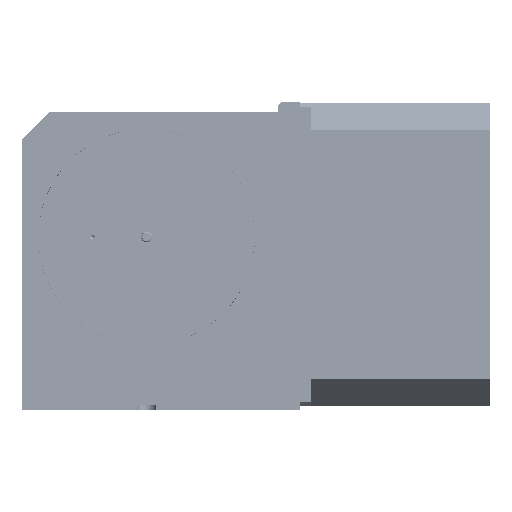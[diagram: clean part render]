
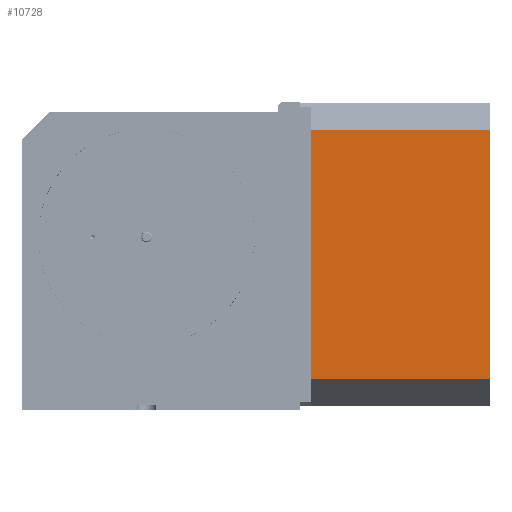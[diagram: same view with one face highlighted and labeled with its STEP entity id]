
A CAD part, front view. The second image highlights one B-rep face of the part: STEP entity #10728.
In plain terms, the highlighted planar face has unit normal (0, -1, 0).
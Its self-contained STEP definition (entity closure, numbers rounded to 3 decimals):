
#3013=FACE_OUTER_BOUND('',#17436,.T.);
#5404=LINE('',#141512,#7924);
#5414=LINE('',#141549,#7934);
#5415=LINE('',#141551,#7935);
#5416=LINE('',#141553,#7936);
#7924=VECTOR('',#50653,1.);
#7934=VECTOR('',#50683,1.);
#7935=VECTOR('',#50684,1.);
#7936=VECTOR('',#50685,1.);
#10728=ADVANCED_FACE('',(#3013),#11738,.T.);
#11738=PLANE('',#42177);
#17436=EDGE_LOOP('',(#27968,#27969,#27970,#27971));
#27968=ORIENTED_EDGE('',*,*,#37631,.T.);
#27969=ORIENTED_EDGE('',*,*,#37632,.T.);
#27970=ORIENTED_EDGE('',*,*,#37633,.F.);
#27971=ORIENTED_EDGE('',*,*,#37613,.T.);
#32222=VERTEX_POINT('',#141511);
#32223=VERTEX_POINT('',#141513);
#32240=VERTEX_POINT('',#141550);
#32241=VERTEX_POINT('',#141552);
#37613=EDGE_CURVE('',#32223,#32222,#5404,.T.);
#37631=EDGE_CURVE('',#32222,#32240,#5414,.T.);
#37632=EDGE_CURVE('',#32240,#32241,#5415,.T.);
#37633=EDGE_CURVE('',#32223,#32241,#5416,.T.);
#42177=AXIS2_PLACEMENT_3D('',#141554,#50686,#50687);
#50653=DIRECTION('',(-1.,0.,0.));
#50683=DIRECTION('',(0.,0.,-1.));
#50684=DIRECTION('',(1.,0.,0.));
#50685=DIRECTION('',(0.,0.,-1.));
#50686=DIRECTION('',(0.,-1.,0.));
#50687=DIRECTION('',(0.,0.,1.));
#141511=CARTESIAN_POINT('',(152.,21.,99.));
#141512=CARTESIAN_POINT('',(317.,21.,99.));
#141513=CARTESIAN_POINT('',(317.,21.,99.));
#141549=CARTESIAN_POINT('',(152.,21.,99.));
#141550=CARTESIAN_POINT('',(152.,21.,-131.));
#141551=CARTESIAN_POINT('',(152.,21.,-131.));
#141552=CARTESIAN_POINT('',(317.,21.,-131.));
#141553=CARTESIAN_POINT('',(317.,21.,99.));
#141554=CARTESIAN_POINT('',(151.999,21.,-16.));
